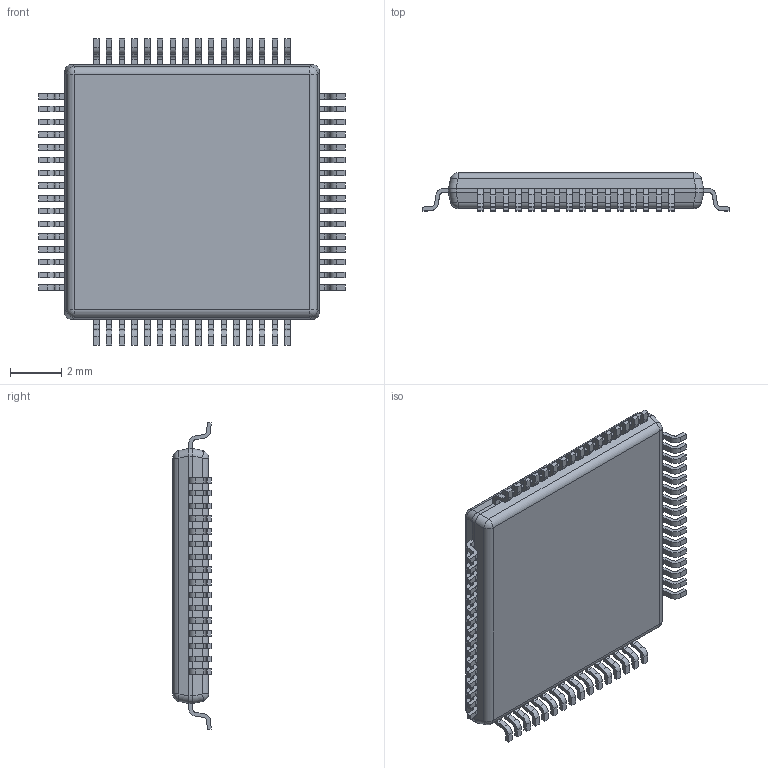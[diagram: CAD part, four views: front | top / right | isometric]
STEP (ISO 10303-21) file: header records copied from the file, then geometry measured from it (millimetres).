
FILE_DESCRIPTION (( 'STEP AP214' ), '1' );
FILE_NAME ('LFQP-64.step', '2018-11-03T15:16:22+00:00', 'Stefan Hamminga', '', '', '', '');
FILE_SCHEMA (( 'AUTOMOTIVE_DESIGN' ));
Length unit declared in the file: millimetre
Products named in the file (1): LFQP-64
Bounding box: 12.02 x 1.5 x 12.02 mm (x, y, z)
Volume: 138.8 mm3; surface area: 313.3 mm2
Topology: 65 solids, 65 shells, 940 faces, 2414 edges, 1595 vertices
Faces by surface type: plane 654, cylinder 276, sphere 8, bspline 2
Entity records: 29458 total; most frequent: CARTESIAN_POINT 5048, ORIENTED_EDGE 4808, DIRECTION 4794, EDGE_CURVE 2404, LINE 1840, VECTOR 1840, VERTEX_POINT 1595, AXIS2_PLACEMENT_3D 1477
